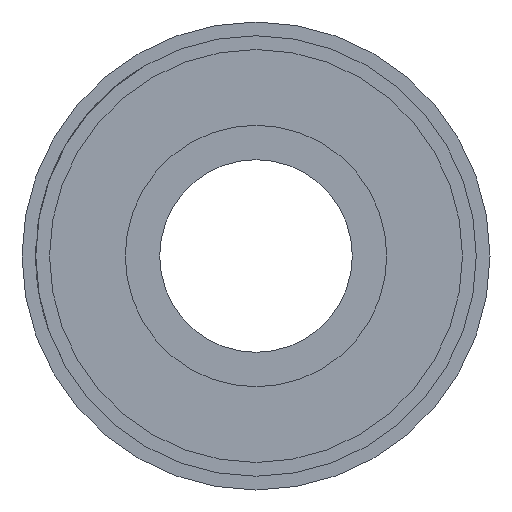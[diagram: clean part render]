
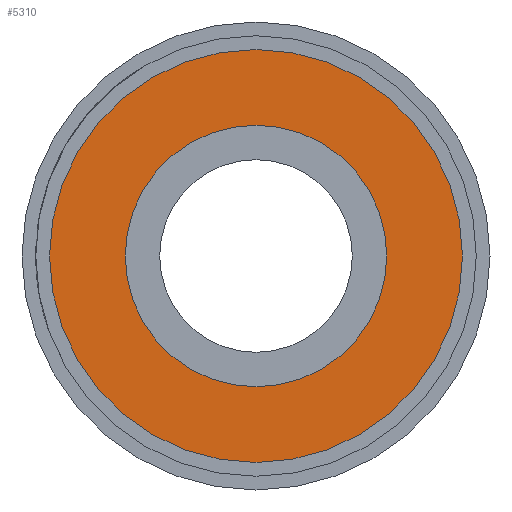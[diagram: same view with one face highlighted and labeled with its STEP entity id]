
A CAD part, left-side view. The second image highlights one B-rep face of the part: STEP entity #5310.
In plain terms, the highlighted planar face has unit normal (-1, 0, 0).
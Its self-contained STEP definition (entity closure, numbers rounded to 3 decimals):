
#99 = EDGE_CURVE ( 'NONE', #293, #3761, #7501, .T. ) ;
#153 = EDGE_LOOP ( 'NONE', ( #3779, #893 ) ) ;
#157 = DIRECTION ( 'NONE',  ( -1., 0., 0. ) ) ;
#293 = VERTEX_POINT ( 'NONE', #7939 ) ;
#371 = CARTESIAN_POINT ( 'NONE',  ( 0., 0., 0. ) ) ;
#556 = CARTESIAN_POINT ( 'NONE',  ( 0., 0., 15. ) ) ;
#683 = CARTESIAN_POINT ( 'NONE',  ( 0., 0., 0. ) ) ;
#886 = PLANE ( 'NONE',  #3423 ) ;
#893 = ORIENTED_EDGE ( 'NONE', *, *, #99, .F. ) ;
#1017 = DIRECTION ( 'NONE',  ( 0., 0., 1. ) ) ;
#1025 = CIRCLE ( 'NONE', #6997, 15. ) ;
#1105 = AXIS2_PLACEMENT_3D ( 'NONE', #683, #7363, #3909 ) ;
#1655 = DIRECTION ( 'NONE',  ( 0., 0., 1. ) ) ;
#2252 = CARTESIAN_POINT ( 'NONE',  ( 0., 0., 0. ) ) ;
#2472 = DIRECTION ( 'NONE',  ( 0., 0., 1. ) ) ;
#2606 = VERTEX_POINT ( 'NONE', #556 ) ;
#2856 = AXIS2_PLACEMENT_3D ( 'NONE', #371, #5928, #2472 ) ;
#2915 = EDGE_CURVE ( 'NONE', #8483, #2606, #1025, .T. ) ;
#3423 = AXIS2_PLACEMENT_3D ( 'NONE', #7946, #7299, #3618 ) ;
#3618 = DIRECTION ( 'NONE',  ( 0., 0., -1. ) ) ;
#3761 = VERTEX_POINT ( 'NONE', #6397 ) ;
#3779 = ORIENTED_EDGE ( 'NONE', *, *, #8949, .F. ) ;
#3909 = DIRECTION ( 'NONE',  ( 0., 0., 1. ) ) ;
#5239 = ORIENTED_EDGE ( 'NONE', *, *, #2915, .T. ) ;
#5258 = EDGE_CURVE ( 'NONE', #2606, #8483, #7044, .T. ) ;
#5310 = ADVANCED_FACE ( 'NONE', ( #6441, #8670 ), #886, .F. ) ;
#5493 = EDGE_LOOP ( 'NONE', ( #5821, #5239 ) ) ;
#5821 = ORIENTED_EDGE ( 'NONE', *, *, #5258, .T. ) ;
#5928 = DIRECTION ( 'NONE',  ( -1., 0., 0. ) ) ;
#6397 = CARTESIAN_POINT ( 'NONE',  ( 0., 0., 9.5 ) ) ;
#6400 = CARTESIAN_POINT ( 'NONE',  ( 0., 0., -15. ) ) ;
#6441 = FACE_BOUND ( 'NONE', #153, .T. ) ;
#6531 = CARTESIAN_POINT ( 'NONE',  ( 0., 0., 0. ) ) ;
#6997 = AXIS2_PLACEMENT_3D ( 'NONE', #2252, #157, #1017 ) ;
#7044 = CIRCLE ( 'NONE', #8222, 15. ) ;
#7299 = DIRECTION ( 'NONE',  ( 1., 0., 0. ) ) ;
#7363 = DIRECTION ( 'NONE',  ( -1., 0., 0. ) ) ;
#7501 = CIRCLE ( 'NONE', #1105, 9.5 ) ;
#7851 = DIRECTION ( 'NONE',  ( -1., 0., 0. ) ) ;
#7939 = CARTESIAN_POINT ( 'NONE',  ( 0., 0., -9.5 ) ) ;
#7946 = CARTESIAN_POINT ( 'NONE',  ( 0., 0., 0. ) ) ;
#8222 = AXIS2_PLACEMENT_3D ( 'NONE', #6531, #7851, #1655 ) ;
#8483 = VERTEX_POINT ( 'NONE', #6400 ) ;
#8670 = FACE_OUTER_BOUND ( 'NONE', #5493, .T. ) ;
#8819 = CIRCLE ( 'NONE', #2856, 9.5 ) ;
#8949 = EDGE_CURVE ( 'NONE', #3761, #293, #8819, .T. ) ;
